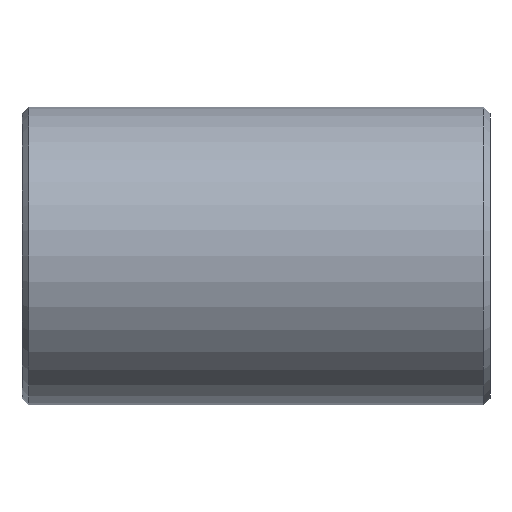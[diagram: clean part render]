
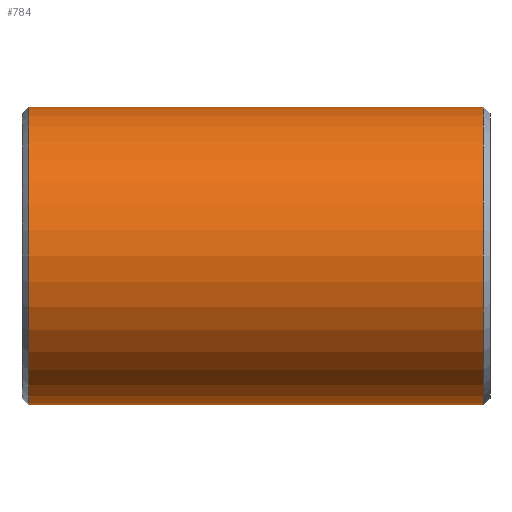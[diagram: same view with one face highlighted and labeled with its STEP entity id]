
A CAD part, front view. The second image highlights one B-rep face of the part: STEP entity #784.
In plain terms, the highlighted cylindrical face has radius 177.8 mm (diameter 355.6 mm), a partial arc.
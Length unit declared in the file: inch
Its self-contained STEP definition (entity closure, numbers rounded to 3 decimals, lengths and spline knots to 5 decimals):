
#14 = EDGE_CURVE ( 'NONE', #256, #808, #514, .T. ) ;
#54 = DIRECTION ( 'NONE',  ( -1., 0., 0. ) ) ;
#61 = ORIENTED_EDGE ( 'NONE', *, *, #440, .F. ) ;
#103 = CARTESIAN_POINT ( 'NONE',  ( 11., 0., 0. ) ) ;
#120 = DIRECTION ( 'NONE',  ( 0., 0., -1. ) ) ;
#122 = VERTEX_POINT ( 'NONE', #578 ) ;
#125 = DIRECTION ( 'NONE',  ( -1., 0., 0. ) ) ;
#177 = AXIS2_PLACEMENT_3D ( 'NONE', #726, #471, #605 ) ;
#224 = CIRCLE ( 'NONE', #703, 7. ) ;
#256 = VERTEX_POINT ( 'NONE', #708 ) ;
#293 = VECTOR ( 'NONE', #608, 39.37008 ) ;
#322 = DIRECTION ( 'NONE',  ( 0., 0., 1. ) ) ;
#327 = CARTESIAN_POINT ( 'NONE',  ( 10.68733, 0., 0. ) ) ;
#328 = CARTESIAN_POINT ( 'NONE',  ( -10.68733, 0., -7. ) ) ;
#354 = EDGE_CURVE ( 'NONE', #122, #402, #224, .T. ) ;
#386 = FACE_OUTER_BOUND ( 'NONE', #701, .T. ) ;
#402 = VERTEX_POINT ( 'NONE', #853 ) ;
#422 = LINE ( 'NONE', #679, #293 ) ;
#440 = EDGE_CURVE ( 'NONE', #122, #808, #422, .T. ) ;
#443 = ORIENTED_EDGE ( 'NONE', *, *, #354, .T. ) ;
#455 = ORIENTED_EDGE ( 'NONE', *, *, #836, .T. ) ;
#458 = DIRECTION ( 'NONE',  ( -1., 0., 0. ) ) ;
#471 = DIRECTION ( 'NONE',  ( 1., 0., 0. ) ) ;
#514 = CIRCLE ( 'NONE', #177, 7. ) ;
#527 = VECTOR ( 'NONE', #125, 39.37008 ) ;
#574 = CYLINDRICAL_SURFACE ( 'NONE', #699, 7. ) ;
#578 = CARTESIAN_POINT ( 'NONE',  ( 10.68733, 0., -7. ) ) ;
#593 = LINE ( 'NONE', #720, #527 ) ;
#605 = DIRECTION ( 'NONE',  ( 0., 0., 1. ) ) ;
#608 = DIRECTION ( 'NONE',  ( -1., 0., 0. ) ) ;
#637 = ORIENTED_EDGE ( 'NONE', *, *, #14, .T. ) ;
#679 = CARTESIAN_POINT ( 'NONE',  ( 11., 0., -7. ) ) ;
#699 = AXIS2_PLACEMENT_3D ( 'NONE', #103, #54, #322 ) ;
#701 = EDGE_LOOP ( 'NONE', ( #61, #443, #455, #637 ) ) ;
#703 = AXIS2_PLACEMENT_3D ( 'NONE', #327, #458, #120 ) ;
#708 = CARTESIAN_POINT ( 'NONE',  ( -10.68733, 0., 7. ) ) ;
#720 = CARTESIAN_POINT ( 'NONE',  ( 11., 0., 7. ) ) ;
#726 = CARTESIAN_POINT ( 'NONE',  ( -10.68733, 0., 0. ) ) ;
#784 = ADVANCED_FACE ( 'NONE', ( #386 ), #574, .T. ) ;
#808 = VERTEX_POINT ( 'NONE', #328 ) ;
#836 = EDGE_CURVE ( 'NONE', #402, #256, #593, .T. ) ;
#853 = CARTESIAN_POINT ( 'NONE',  ( 10.68733, 0., 7. ) ) ;
